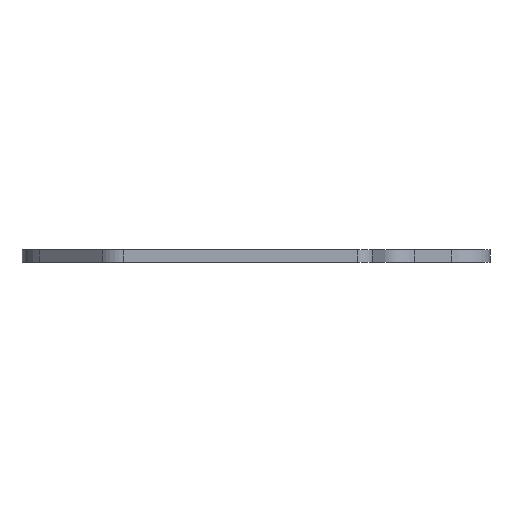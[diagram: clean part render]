
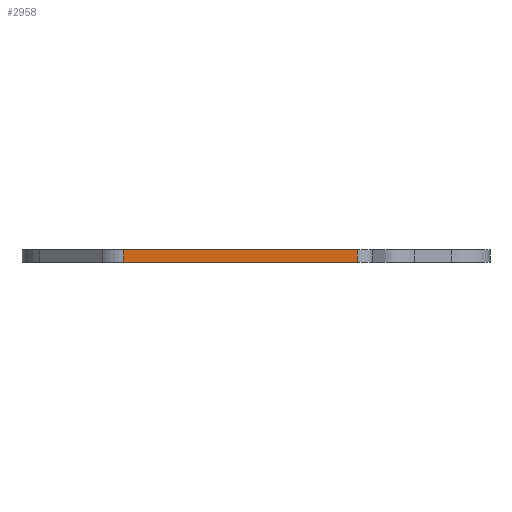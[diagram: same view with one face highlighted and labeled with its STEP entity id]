
A CAD part, left-side view. The second image highlights one B-rep face of the part: STEP entity #2958.
In plain terms, the highlighted planar face has unit normal (-1, 0, 0).
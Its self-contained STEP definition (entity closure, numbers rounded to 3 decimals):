
#84 = PLANE('',#85);
#85 = AXIS2_PLACEMENT_3D('',#86,#87,#88);
#86 = CARTESIAN_POINT('',(148.491,-104.267,1.6));
#87 = DIRECTION('',(0.,0.,1.));
#88 = DIRECTION('',(1.,0.,-0.));
#139 = PLANE('',#140);
#140 = AXIS2_PLACEMENT_3D('',#141,#142,#143);
#141 = CARTESIAN_POINT('',(148.491,-104.267,0.));
#142 = DIRECTION('',(0.,0.,1.));
#143 = DIRECTION('',(1.,0.,-0.));
#587 = VERTEX_POINT('',#588);
#588 = CARTESIAN_POINT('',(123.101,-88.012,0.));
#603 = CYLINDRICAL_SURFACE('',#604,3.797);
#604 = AXIS2_PLACEMENT_3D('',#605,#606,#607);
#605 = CARTESIAN_POINT('',(126.898,-87.981,0.));
#606 = DIRECTION('',(-0.,-0.,-1.));
#607 = DIRECTION('',(1.,0.,-0.));
#615 = EDGE_CURVE('',#616,#587,#618,.T.);
#616 = VERTEX_POINT('',#617);
#617 = CARTESIAN_POINT('',(123.101,-117.991,0.));
#618 = SURFACE_CURVE('',#619,(#623,#630),.PCURVE_S1.);
#619 = LINE('',#620,#621);
#620 = CARTESIAN_POINT('',(123.101,-117.991,0.));
#621 = VECTOR('',#622,1.);
#622 = DIRECTION('',(0.,1.,0.));
#623 = PCURVE('',#139,#624);
#624 = DEFINITIONAL_REPRESENTATION('',(#625),#629);
#625 = LINE('',#626,#627);
#626 = CARTESIAN_POINT('',(-25.39,-13.723));
#627 = VECTOR('',#628,1.);
#628 = DIRECTION('',(0.,1.));
#629 = ( GEOMETRIC_REPRESENTATION_CONTEXT(2) 
PARAMETRIC_REPRESENTATION_CONTEXT() REPRESENTATION_CONTEXT('2D SPACE',''
  ) );
#630 = PCURVE('',#631,#636);
#631 = PLANE('',#632);
#632 = AXIS2_PLACEMENT_3D('',#633,#634,#635);
#633 = CARTESIAN_POINT('',(123.101,-117.991,0.));
#634 = DIRECTION('',(-1.,0.,0.));
#635 = DIRECTION('',(0.,1.,0.));
#636 = DEFINITIONAL_REPRESENTATION('',(#637),#641);
#637 = LINE('',#638,#639);
#638 = CARTESIAN_POINT('',(0.,0.));
#639 = VECTOR('',#640,1.);
#640 = DIRECTION('',(1.,0.));
#641 = ( GEOMETRIC_REPRESENTATION_CONTEXT(2) 
PARAMETRIC_REPRESENTATION_CONTEXT() REPRESENTATION_CONTEXT('2D SPACE',''
  ) );
#660 = CYLINDRICAL_SURFACE('',#661,2.019);
#661 = AXIS2_PLACEMENT_3D('',#662,#663,#664);
#662 = CARTESIAN_POINT('',(125.12,-118.006,0.));
#663 = DIRECTION('',(-0.,-0.,-1.));
#664 = DIRECTION('',(1.,0.,-0.));
#1722 = VERTEX_POINT('',#1723);
#1723 = CARTESIAN_POINT('',(123.101,-88.012,1.6));
#1745 = EDGE_CURVE('',#1746,#1722,#1748,.T.);
#1746 = VERTEX_POINT('',#1747);
#1747 = CARTESIAN_POINT('',(123.101,-117.991,1.6));
#1748 = SURFACE_CURVE('',#1749,(#1753,#1760),.PCURVE_S1.);
#1749 = LINE('',#1750,#1751);
#1750 = CARTESIAN_POINT('',(123.101,-117.991,1.6));
#1751 = VECTOR('',#1752,1.);
#1752 = DIRECTION('',(0.,1.,0.));
#1753 = PCURVE('',#84,#1754);
#1754 = DEFINITIONAL_REPRESENTATION('',(#1755),#1759);
#1755 = LINE('',#1756,#1757);
#1756 = CARTESIAN_POINT('',(-25.39,-13.723));
#1757 = VECTOR('',#1758,1.);
#1758 = DIRECTION('',(0.,1.));
#1759 = ( GEOMETRIC_REPRESENTATION_CONTEXT(2) 
PARAMETRIC_REPRESENTATION_CONTEXT() REPRESENTATION_CONTEXT('2D SPACE',''
  ) );
#1760 = PCURVE('',#631,#1761);
#1761 = DEFINITIONAL_REPRESENTATION('',(#1762),#1766);
#1762 = LINE('',#1763,#1764);
#1763 = CARTESIAN_POINT('',(0.,-1.6));
#1764 = VECTOR('',#1765,1.);
#1765 = DIRECTION('',(1.,0.));
#1766 = ( GEOMETRIC_REPRESENTATION_CONTEXT(2) 
PARAMETRIC_REPRESENTATION_CONTEXT() REPRESENTATION_CONTEXT('2D SPACE',''
  ) );
#2908 = EDGE_CURVE('',#616,#1746,#2909,.T.);
#2909 = SURFACE_CURVE('',#2910,(#2914,#2921),.PCURVE_S1.);
#2910 = LINE('',#2911,#2912);
#2911 = CARTESIAN_POINT('',(123.101,-117.991,0.));
#2912 = VECTOR('',#2913,1.);
#2913 = DIRECTION('',(0.,0.,1.));
#2914 = PCURVE('',#660,#2915);
#2915 = DEFINITIONAL_REPRESENTATION('',(#2916),#2920);
#2916 = LINE('',#2917,#2918);
#2917 = CARTESIAN_POINT('',(-3.134,0.));
#2918 = VECTOR('',#2919,1.);
#2919 = DIRECTION('',(-0.,-1.));
#2920 = ( GEOMETRIC_REPRESENTATION_CONTEXT(2) 
PARAMETRIC_REPRESENTATION_CONTEXT() REPRESENTATION_CONTEXT('2D SPACE',''
  ) );
#2921 = PCURVE('',#631,#2922);
#2922 = DEFINITIONAL_REPRESENTATION('',(#2923),#2927);
#2923 = LINE('',#2924,#2925);
#2924 = CARTESIAN_POINT('',(0.,0.));
#2925 = VECTOR('',#2926,1.);
#2926 = DIRECTION('',(0.,-1.));
#2927 = ( GEOMETRIC_REPRESENTATION_CONTEXT(2) 
PARAMETRIC_REPRESENTATION_CONTEXT() REPRESENTATION_CONTEXT('2D SPACE',''
  ) );
#2958 = ADVANCED_FACE('',(#2959),#631,.T.);
#2959 = FACE_BOUND('',#2960,.T.);
#2960 = EDGE_LOOP('',(#2961,#2962,#2963,#2984));
#2961 = ORIENTED_EDGE('',*,*,#2908,.T.);
#2962 = ORIENTED_EDGE('',*,*,#1745,.T.);
#2963 = ORIENTED_EDGE('',*,*,#2964,.F.);
#2964 = EDGE_CURVE('',#587,#1722,#2965,.T.);
#2965 = SURFACE_CURVE('',#2966,(#2970,#2977),.PCURVE_S1.);
#2966 = LINE('',#2967,#2968);
#2967 = CARTESIAN_POINT('',(123.101,-88.012,0.));
#2968 = VECTOR('',#2969,1.);
#2969 = DIRECTION('',(0.,0.,1.));
#2970 = PCURVE('',#631,#2971);
#2971 = DEFINITIONAL_REPRESENTATION('',(#2972),#2976);
#2972 = LINE('',#2973,#2974);
#2973 = CARTESIAN_POINT('',(29.979,0.));
#2974 = VECTOR('',#2975,1.);
#2975 = DIRECTION('',(0.,-1.));
#2976 = ( GEOMETRIC_REPRESENTATION_CONTEXT(2) 
PARAMETRIC_REPRESENTATION_CONTEXT() REPRESENTATION_CONTEXT('2D SPACE',''
  ) );
#2977 = PCURVE('',#603,#2978);
#2978 = DEFINITIONAL_REPRESENTATION('',(#2979),#2983);
#2979 = LINE('',#2980,#2981);
#2980 = CARTESIAN_POINT('',(-3.15,0.));
#2981 = VECTOR('',#2982,1.);
#2982 = DIRECTION('',(-0.,-1.));
#2983 = ( GEOMETRIC_REPRESENTATION_CONTEXT(2) 
PARAMETRIC_REPRESENTATION_CONTEXT() REPRESENTATION_CONTEXT('2D SPACE',''
  ) );
#2984 = ORIENTED_EDGE('',*,*,#615,.F.);
